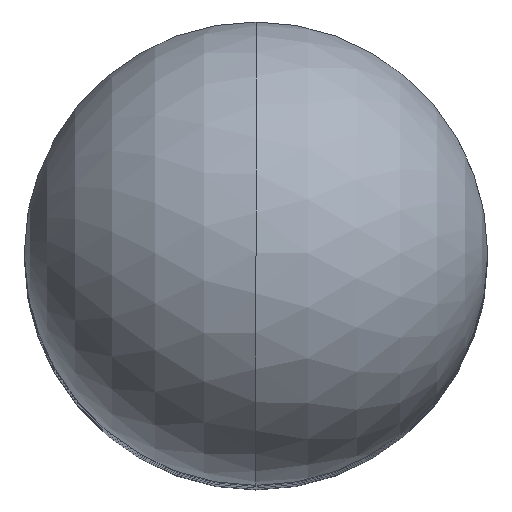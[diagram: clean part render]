
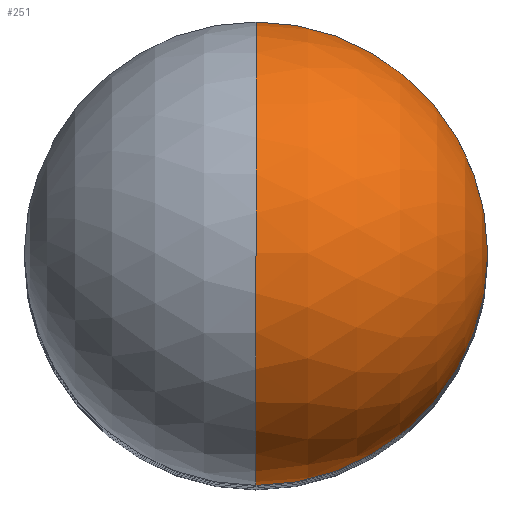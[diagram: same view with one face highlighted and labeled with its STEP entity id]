
A CAD part, top view. The second image highlights one B-rep face of the part: STEP entity #251.
In plain terms, the highlighted spherical face has radius 4.763 mm.
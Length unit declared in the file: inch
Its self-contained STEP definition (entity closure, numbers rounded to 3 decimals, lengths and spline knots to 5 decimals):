
#4 = ORIENTED_EDGE ( 'NONE', *, *, #210, .F. ) ;
#37 = DIRECTION ( 'NONE',  ( 0., -1., 0. ) ) ;
#51 = VERTEX_POINT ( 'NONE', #142 ) ;
#71 = AXIS2_PLACEMENT_3D ( 'NONE', #812, #187, #439 ) ;
#77 = EDGE_CURVE ( 'NONE', #690, #51, #108, .T. ) ;
#108 = CIRCLE ( 'NONE', #667, 0.1875 ) ;
#118 = CARTESIAN_POINT ( 'NONE',  ( 0., 0., -0.1875 ) ) ;
#142 = CARTESIAN_POINT ( 'NONE',  ( 0., 0.1875, -0.1875 ) ) ;
#148 = SPHERICAL_SURFACE ( 'NONE', #593, 0.1875 ) ;
#154 = DIRECTION ( 'NONE',  ( 1., 0., 0. ) ) ;
#187 = DIRECTION ( 'NONE',  ( 1., 0., 0. ) ) ;
#210 = EDGE_CURVE ( 'NONE', #399, #51, #230, .T. ) ;
#215 = CARTESIAN_POINT ( 'NONE',  ( 0., 0., -0.1875 ) ) ;
#230 = CIRCLE ( 'NONE', #724, 0.1875 ) ;
#251 = ADVANCED_FACE ( 'NONE', ( #599 ), #148, .T. ) ;
#270 = EDGE_LOOP ( 'NONE', ( #4, #517, #454, #408 ) ) ;
#295 = CIRCLE ( 'NONE', #446, 0.1875 ) ;
#323 = EDGE_CURVE ( 'NONE', #390, #690, #295, .T. ) ;
#356 = CARTESIAN_POINT ( 'NONE',  ( 0., 0., -0.1875 ) ) ;
#390 = VERTEX_POINT ( 'NONE', #444 ) ;
#399 = VERTEX_POINT ( 'NONE', #798 ) ;
#408 = ORIENTED_EDGE ( 'NONE', *, *, #77, .T. ) ;
#439 = DIRECTION ( 'NONE',  ( 0., 1., 0. ) ) ;
#443 = EDGE_CURVE ( 'NONE', #399, #390, #636, .T. ) ;
#444 = CARTESIAN_POINT ( 'NONE',  ( 0., -0.1875, -0.1875 ) ) ;
#446 = AXIS2_PLACEMENT_3D ( 'NONE', #118, #614, #796 ) ;
#454 = ORIENTED_EDGE ( 'NONE', *, *, #323, .T. ) ;
#471 = DIRECTION ( 'NONE',  ( 0., 1., 0. ) ) ;
#514 = DIRECTION ( 'NONE',  ( 1., 0., 0. ) ) ;
#517 = ORIENTED_EDGE ( 'NONE', *, *, #443, .T. ) ;
#531 = CARTESIAN_POINT ( 'NONE',  ( 0., 0., -0.1875 ) ) ;
#581 = DIRECTION ( 'NONE',  ( 0., 0., 1. ) ) ;
#593 = AXIS2_PLACEMENT_3D ( 'NONE', #215, #154, #471 ) ;
#595 = CARTESIAN_POINT ( 'NONE',  ( 0.1875, 0., -0.1875 ) ) ;
#599 = FACE_OUTER_BOUND ( 'NONE', #270, .T. ) ;
#611 = DIRECTION ( 'NONE',  ( -1., 0., 0. ) ) ;
#614 = DIRECTION ( 'NONE',  ( 0., 0., 1. ) ) ;
#636 = CIRCLE ( 'NONE', #71, 0.1875 ) ;
#667 = AXIS2_PLACEMENT_3D ( 'NONE', #531, #581, #514 ) ;
#690 = VERTEX_POINT ( 'NONE', #595 ) ;
#724 = AXIS2_PLACEMENT_3D ( 'NONE', #356, #611, #37 ) ;
#796 = DIRECTION ( 'NONE',  ( 1., 0., 0. ) ) ;
#798 = CARTESIAN_POINT ( 'NONE',  ( 0., 0., 0. ) ) ;
#812 = CARTESIAN_POINT ( 'NONE',  ( 0., 0., -0.1875 ) ) ;
